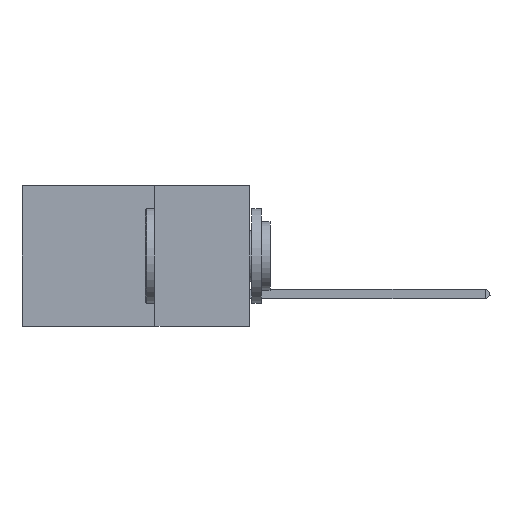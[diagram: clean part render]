
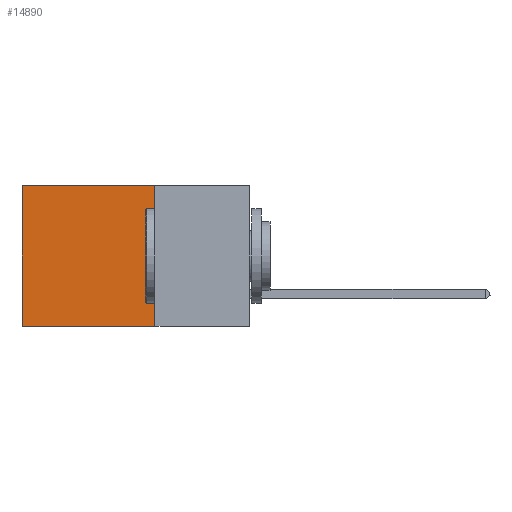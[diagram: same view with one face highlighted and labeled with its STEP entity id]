
A CAD part, left-side view. The second image highlights one B-rep face of the part: STEP entity #14890.
In plain terms, the highlighted planar face has unit normal (-1, 0, 0).
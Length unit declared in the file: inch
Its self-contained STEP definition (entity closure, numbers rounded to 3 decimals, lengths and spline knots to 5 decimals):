
#1105 = FACE_OUTER_BOUND ( 'NONE', #22034, .T. ) ;
#1211 = ORIENTED_EDGE ( 'NONE', *, *, #8609, .F. ) ;
#1872 = ORIENTED_EDGE ( 'NONE', *, *, #30848, .T. ) ;
#2082 = DIRECTION ( 'NONE',  ( 1., 0., 0. ) ) ;
#3834 = CARTESIAN_POINT ( 'NONE',  ( 0.2875, 0.6, 0. ) ) ;
#5166 = AXIS2_PLACEMENT_3D ( 'NONE', #32392, #2082, #32595 ) ;
#6044 = DIRECTION ( 'NONE',  ( 0., 1., 0. ) ) ;
#6593 = EDGE_CURVE ( 'NONE', #13359, #25718, #30389, .T. ) ;
#7498 = DIRECTION ( 'NONE',  ( 0., 0., -1. ) ) ;
#7566 = VERTEX_POINT ( 'NONE', #13640 ) ;
#8527 = CARTESIAN_POINT ( 'NONE',  ( 0.2875, 0.25, 0. ) ) ;
#8609 = EDGE_CURVE ( 'NONE', #7566, #13532, #22793, .T. ) ;
#10349 = CARTESIAN_POINT ( 'NONE',  ( 0.2875, 0.25, 0. ) ) ;
#12580 = CARTESIAN_POINT ( 'NONE',  ( 0.2875, 0.25, -0.37 ) ) ;
#13359 = VERTEX_POINT ( 'NONE', #10349 ) ;
#13532 = VERTEX_POINT ( 'NONE', #26897 ) ;
#13640 = CARTESIAN_POINT ( 'NONE',  ( 0.2875, 0.25, -0.37 ) ) ;
#14496 = PLANE ( 'NONE',  #5166 ) ;
#14890 = ADVANCED_FACE ( 'NONE', ( #1105 ), #14496, .F. ) ;
#15631 = LINE ( 'NONE', #23640, #24773 ) ;
#16632 = ORIENTED_EDGE ( 'NONE', *, *, #18181, .F. ) ;
#18181 = EDGE_CURVE ( 'NONE', #13359, #7566, #32241, .T. ) ;
#20115 = CARTESIAN_POINT ( 'NONE',  ( 0.2875, 0.25, 0. ) ) ;
#20146 = ORIENTED_EDGE ( 'NONE', *, *, #6593, .T. ) ;
#21218 = DIRECTION ( 'NONE',  ( 0., 0., -1. ) ) ;
#22034 = EDGE_LOOP ( 'NONE', ( #1872, #1211, #16632, #20146 ) ) ;
#22793 = LINE ( 'NONE', #12580, #24008 ) ;
#23640 = CARTESIAN_POINT ( 'NONE',  ( 0.2875, 0.6, 0. ) ) ;
#24008 = VECTOR ( 'NONE', #30499, 39.37008 ) ;
#24773 = VECTOR ( 'NONE', #21218, 39.37008 ) ;
#25498 = VECTOR ( 'NONE', #7498, 39.37008 ) ;
#25718 = VERTEX_POINT ( 'NONE', #3834 ) ;
#26897 = CARTESIAN_POINT ( 'NONE',  ( 0.2875, 0.6, -0.37 ) ) ;
#30023 = VECTOR ( 'NONE', #6044, 39.37008 ) ;
#30389 = LINE ( 'NONE', #8527, #30023 ) ;
#30499 = DIRECTION ( 'NONE',  ( 0., 1., 0. ) ) ;
#30848 = EDGE_CURVE ( 'NONE', #25718, #13532, #15631, .T. ) ;
#32241 = LINE ( 'NONE', #20115, #25498 ) ;
#32392 = CARTESIAN_POINT ( 'NONE',  ( 0.2875, 0.25, 0. ) ) ;
#32595 = DIRECTION ( 'NONE',  ( 0., 0., -1. ) ) ;
